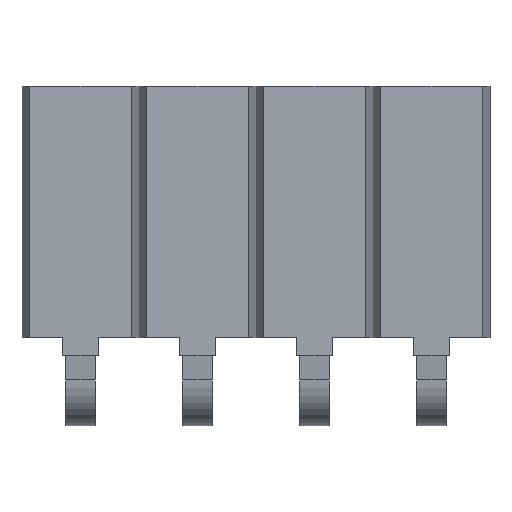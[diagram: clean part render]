
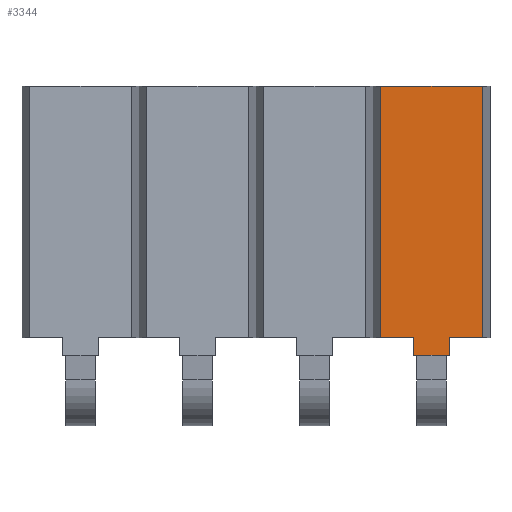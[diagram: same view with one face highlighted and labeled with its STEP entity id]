
A CAD part, top view. The second image highlights one B-rep face of the part: STEP entity #3344.
In plain terms, the highlighted planar face has unit normal (0, 0, 1).
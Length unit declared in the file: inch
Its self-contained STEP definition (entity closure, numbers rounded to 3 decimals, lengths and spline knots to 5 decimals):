
#122=FACE_OUTER_BOUND('',#306,.T.);
#306=EDGE_LOOP('',(#2277,#2278,#2279,#2280,#2281,#2282,#2283,#2284));
#495=LINE('',#4721,#941);
#528=LINE('',#4788,#974);
#558=LINE('',#4847,#1004);
#559=LINE('',#4850,#1005);
#560=LINE('',#4852,#1006);
#561=LINE('',#4854,#1007);
#562=LINE('',#4855,#1008);
#563=LINE('',#4856,#1009);
#941=VECTOR('',#3798,39.37008);
#974=VECTOR('',#3833,39.37008);
#1004=VECTOR('',#3875,39.37008);
#1005=VECTOR('',#3878,39.37008);
#1006=VECTOR('',#3879,39.37008);
#1007=VECTOR('',#3880,39.37008);
#1008=VECTOR('',#3881,39.37008);
#1009=VECTOR('',#3882,39.37008);
#1386=VERTEX_POINT('',#4718);
#1387=VERTEX_POINT('',#4720);
#1419=VERTEX_POINT('',#4785);
#1420=VERTEX_POINT('',#4787);
#1443=VERTEX_POINT('',#4844);
#1444=VERTEX_POINT('',#4849);
#1445=VERTEX_POINT('',#4851);
#1446=VERTEX_POINT('',#4853);
#1711=EDGE_CURVE('',#1386,#1387,#495,.T.);
#1744=EDGE_CURVE('',#1420,#1419,#528,.T.);
#1774=EDGE_CURVE('',#1387,#1443,#558,.T.);
#1775=EDGE_CURVE('',#1443,#1444,#559,.T.);
#1776=EDGE_CURVE('',#1386,#1445,#560,.T.);
#1777=EDGE_CURVE('',#1446,#1445,#561,.T.);
#1778=EDGE_CURVE('',#1420,#1446,#562,.T.);
#1779=EDGE_CURVE('',#1444,#1419,#563,.T.);
#2277=ORIENTED_EDGE('',*,*,#1775,.F.);
#2278=ORIENTED_EDGE('',*,*,#1774,.F.);
#2279=ORIENTED_EDGE('',*,*,#1711,.F.);
#2280=ORIENTED_EDGE('',*,*,#1776,.T.);
#2281=ORIENTED_EDGE('',*,*,#1777,.F.);
#2282=ORIENTED_EDGE('',*,*,#1778,.F.);
#2283=ORIENTED_EDGE('',*,*,#1744,.T.);
#2284=ORIENTED_EDGE('',*,*,#1779,.F.);
#3188=PLANE('',#3554);
#3344=ADVANCED_FACE('',(#122),#3188,.F.);
#3554=AXIS2_PLACEMENT_3D('',#4848,#3876,#3877);
#3798=DIRECTION('',(1.,0.,0.));
#3833=DIRECTION('',(1.,0.,0.));
#3875=DIRECTION('',(0.,-1.,0.));
#3876=DIRECTION('center_axis',(0.,0.,-1.));
#3877=DIRECTION('ref_axis',(-1.,0.,0.));
#3878=DIRECTION('',(-1.,0.,0.));
#3879=DIRECTION('',(0.,-1.,0.));
#3880=DIRECTION('',(-1.,0.,0.));
#3881=DIRECTION('',(0.,1.,0.));
#3882=DIRECTION('',(0.,-1.,0.));
#4718=CARTESIAN_POINT('',(1.50665,0.23,0.05));
#4720=CARTESIAN_POINT('',(1.59335,0.23,0.05));
#4721=CARTESIAN_POINT('',(-1.59313,0.23,0.05));
#4785=CARTESIAN_POINT('',(1.565,0.,0.05));
#4787=CARTESIAN_POINT('',(1.535,0.,0.05));
#4788=CARTESIAN_POINT('',(-1.59313,0.,0.05));
#4844=CARTESIAN_POINT('',(1.59335,0.015,0.05));
#4847=CARTESIAN_POINT('',(1.59335,0.23,0.05));
#4848=CARTESIAN_POINT('Origin',(-1.59313,0.23,0.05));
#4849=CARTESIAN_POINT('',(1.565,0.015,0.05));
#4850=CARTESIAN_POINT('',(1.6,0.015,0.05));
#4851=CARTESIAN_POINT('',(1.50665,0.015,0.05));
#4852=CARTESIAN_POINT('',(1.50665,0.23,0.05));
#4853=CARTESIAN_POINT('',(1.535,0.015,0.05));
#4854=CARTESIAN_POINT('',(1.535,0.015,0.05));
#4855=CARTESIAN_POINT('',(1.535,0.,0.05));
#4856=CARTESIAN_POINT('',(1.565,0.015,0.05));
